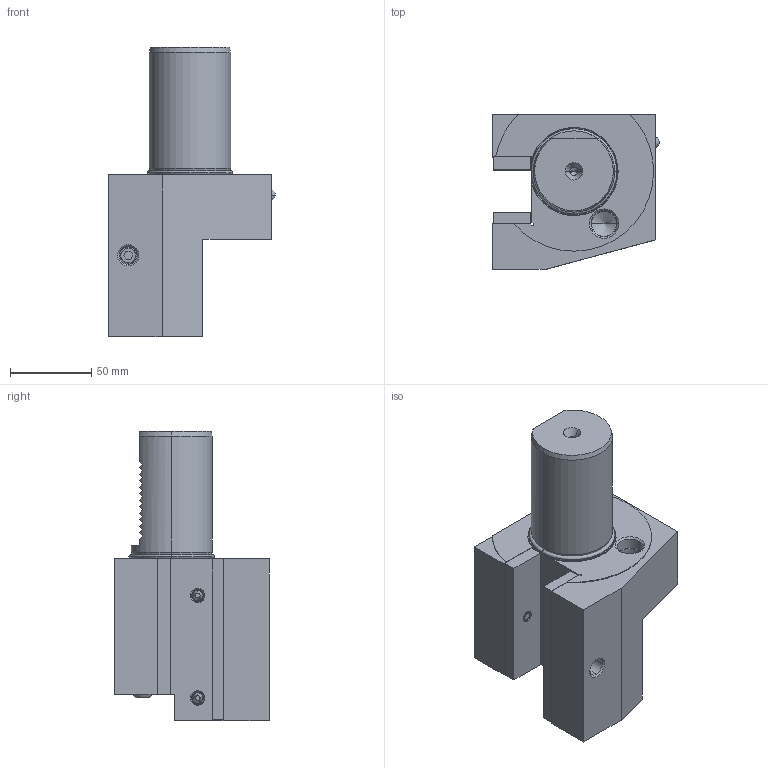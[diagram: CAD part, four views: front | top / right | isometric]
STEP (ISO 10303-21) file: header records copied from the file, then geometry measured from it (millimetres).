
FILE_DESCRIPTION (( 'STEP AP203' ), '1' );
FILE_NAME ('509.41.32.STEP', '2016-11-28T09:38:15', ( '' ), ( '' ), 'SwSTEP 2.0', 'SolidWorks 2012', '' );
FILE_SCHEMA (( 'CONFIG_CONTROL_DESIGN' ));
Products named in the file (14): O型環48.7; 出水銅嘴; M8尖頭螺絲; M6x12; M6x25; 18x7.8; M16平頭螺絲25; 8止水鉚珠; 99x23x7; 84x23x8; VDI50  C1; 509.41.32; 皿頭_M5; 管螺文螺絲
Assembly tree (15 placements, depth 2):
  509.41.32
    VDI50  C1
    84x23x8
    99x23x7
    8止水鉚珠
    18x7.8
    M6x12
    M6x25
    M16平頭螺絲25  x2
    M8尖頭螺絲  x2
    O型環48.7
    出水銅嘴
    皿頭_M5
    管螺文螺絲
Bounding box: 102.5 x 95 x 178 mm (x, y, z)
Volume: 705854.7 mm3; surface area: 101935.2 mm2
Topology: 33 solids, 33 shells, 778 faces, 1943 edges, 1229 vertices
Faces by surface type: cylinder 303, cone 231, plane 149, bspline 73, torus 18, sphere 4
Entity records: 82548 total; most frequent: CARTESIAN_POINT 66090, ORIENTED_EDGE 3498, DIRECTION 2649, EDGE_CURVE 1749, VERTEX_POINT 1109, AXIS2_PLACEMENT_3D 982, EDGE_LOOP 752, FACE_OUTER_BOUND 714
